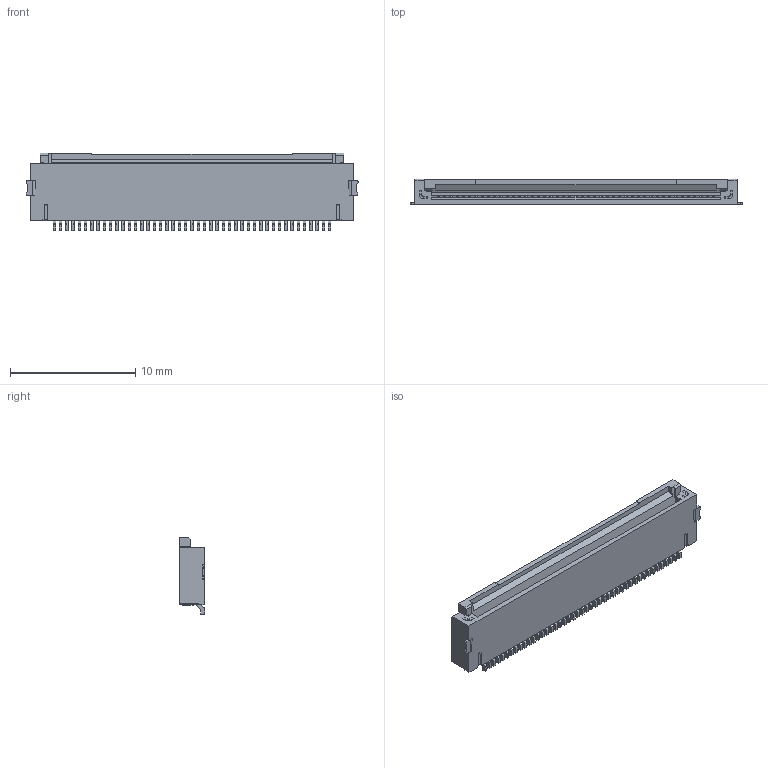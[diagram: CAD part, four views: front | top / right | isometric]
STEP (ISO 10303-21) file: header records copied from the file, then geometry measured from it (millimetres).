
FILE_DESCRIPTION (( 'STEP AP203' ), '1' );
FILE_NAME ('HF601-45-02.STEP', '2018-06-04T09:19:47', ( 'admin' ), ( '' ), 'SwSTEP 2.0', 'SolidWorks 2014', '' );
FILE_SCHEMA (( 'CONFIG_CONTROL_DESIGN' ));
Products named in the file (1): HF601-45-02
Bounding box: 26.55 x 2.05 x 6.2 mm (x, y, z)
Volume: 194.4 mm3; surface area: 648.3 mm2
Topology: 1 solids, 1 shells, 1932 faces, 5488 edges, 3652 vertices
Faces by surface type: plane 1507, cylinder 425
Entity records: 62481 total; most frequent: CARTESIAN_POINT 11373, ORIENTED_EDGE 10976, DIRECTION 10102, EDGE_CURVE 5488, LINE 4540, VECTOR 4540, VERTEX_POINT 3652, AXIS2_PLACEMENT_3D 2781
